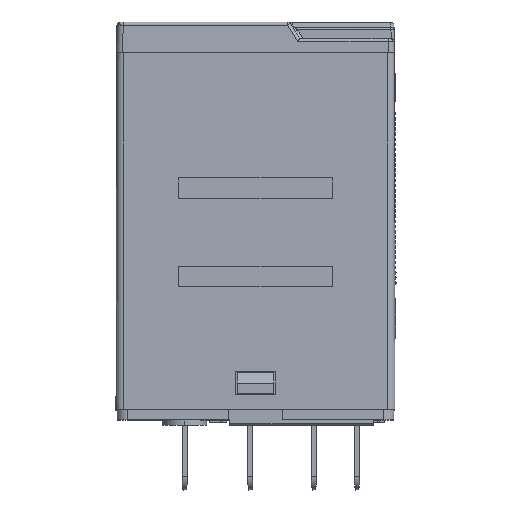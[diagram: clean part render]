
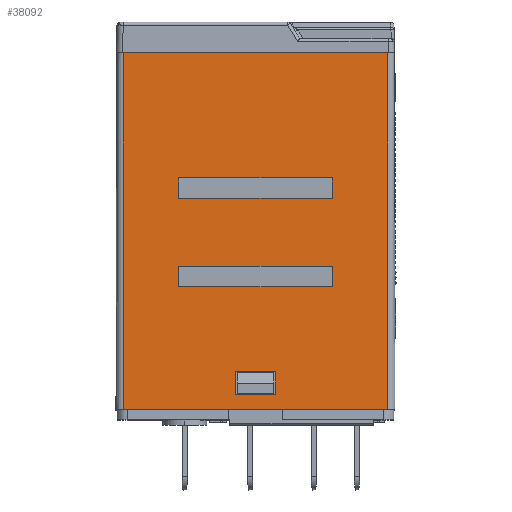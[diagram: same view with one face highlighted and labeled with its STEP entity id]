
A CAD part, top view. The second image highlights one B-rep face of the part: STEP entity #38092.
In plain terms, the highlighted planar face has unit normal (0, 0.002, 1).
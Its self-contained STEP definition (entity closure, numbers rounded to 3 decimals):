
#31379=DIRECTION('',(-1.,0.,0.));
#31380=VECTOR('',#31379,25.8);
#31381=CARTESIAN_POINT('',(12.9,0.,10.45));
#31382=LINE('',#31381,#31380);
#31386=DIRECTION('',(0.,-1.,0.002));
#31387=VECTOR('',#31386,34.8);
#31388=CARTESIAN_POINT('',(12.9,34.8,10.389));
#31389=LINE('',#31388,#31387);
#31400=DIRECTION('',(-1.,0.,0.));
#31401=VECTOR('',#31400,25.8);
#31402=CARTESIAN_POINT('',(12.9,34.8,10.389));
#31403=LINE('',#31402,#31401);
#31407=DIRECTION('',(-1.,0.,0.));
#31408=VECTOR('',#31407,15.);
#31409=CARTESIAN_POINT('',(7.5,20.6,10.414));
#31410=LINE('',#31409,#31408);
#31414=DIRECTION('',(0.,-1.,0.002));
#31415=VECTOR('',#31414,2.);
#31416=CARTESIAN_POINT('',(7.5,22.6,10.411));
#31417=LINE('',#31416,#31415);
#31421=DIRECTION('',(-1.,0.,0.));
#31422=VECTOR('',#31421,15.);
#31423=CARTESIAN_POINT('',(7.5,12.,10.429));
#31424=LINE('',#31423,#31422);
#31428=DIRECTION('',(0.,-1.,0.002));
#31429=VECTOR('',#31428,2.);
#31430=CARTESIAN_POINT('',(7.5,14.,10.426));
#31431=LINE('',#31430,#31429);
#31442=DIRECTION('',(0.,1.,-0.002));
#31443=VECTOR('',#31442,34.8);
#31444=CARTESIAN_POINT('',(-12.9,0.,10.45));
#31445=LINE('',#31444,#31443);
#33249=DIRECTION('',(0.,-1.,0.002));
#33250=VECTOR('',#33249,2.2);
#33251=CARTESIAN_POINT('',(-1.95,3.7,10.444));
#33252=LINE('',#33251,#33250);
#33263=DIRECTION('',(1.,0.,0.));
#33264=VECTOR('',#33263,3.9);
#33265=CARTESIAN_POINT('',(-1.95,1.5,10.447));
#33266=LINE('',#33265,#33264);
#33277=DIRECTION('',(0.,1.,-0.002));
#33278=VECTOR('',#33277,2.2);
#33279=CARTESIAN_POINT('',(1.95,1.5,10.447));
#33280=LINE('',#33279,#33278);
#33291=DIRECTION('',(-1.,0.,0.));
#33292=VECTOR('',#33291,3.9);
#33293=CARTESIAN_POINT('',(1.95,3.7,10.444));
#33294=LINE('',#33293,#33292);
#35207=DIRECTION('',(0.,-1.,0.002));
#35208=VECTOR('',#35207,2.);
#35209=CARTESIAN_POINT('',(-7.5,22.6,10.411));
#35210=LINE('',#35209,#35208);
#35242=DIRECTION('',(-1.,0.,0.));
#35243=VECTOR('',#35242,15.);
#35244=CARTESIAN_POINT('',(7.5,22.6,10.411));
#35245=LINE('',#35244,#35243);
#35277=DIRECTION('',(0.,-1.,0.002));
#35278=VECTOR('',#35277,2.);
#35279=CARTESIAN_POINT('',(-7.5,14.,10.426));
#35280=LINE('',#35279,#35278);
#35312=DIRECTION('',(-1.,0.,0.));
#35313=VECTOR('',#35312,15.);
#35314=CARTESIAN_POINT('',(7.5,14.,10.426));
#35315=LINE('',#35314,#35313);
#36754=CARTESIAN_POINT('',(1.95,1.5,10.447));
#36756=VERTEX_POINT('',#36754);
#36857=CARTESIAN_POINT('',(12.9,0.,10.45));
#36859=VERTEX_POINT('',#36857);
#36892=CARTESIAN_POINT('',(-12.9,0.,10.45));
#36893=VERTEX_POINT('',#36892);
#36962=CARTESIAN_POINT('',(7.5,22.6,10.411));
#36963=CARTESIAN_POINT('',(7.5,20.6,10.414));
#36964=VERTEX_POINT('',#36962);
#36965=VERTEX_POINT('',#36963);
#37025=CARTESIAN_POINT('',(7.5,14.,10.426));
#37027=VERTEX_POINT('',#37025);
#37085=CARTESIAN_POINT('',(-12.9,34.8,10.389));
#37086=VERTEX_POINT('',#37085);
#37192=CARTESIAN_POINT('',(7.5,12.,10.429));
#37193=VERTEX_POINT('',#37192);
#37230=CARTESIAN_POINT('',(1.95,3.7,10.444));
#37231=CARTESIAN_POINT('',(-1.95,3.7,10.444));
#37232=VERTEX_POINT('',#37230);
#37233=VERTEX_POINT('',#37231);
#37267=CARTESIAN_POINT('',(12.9,34.8,10.389));
#37268=VERTEX_POINT('',#37267);
#37460=CARTESIAN_POINT('',(-7.5,22.6,10.411));
#37461=VERTEX_POINT('',#37460);
#37497=CARTESIAN_POINT('',(-1.95,1.5,10.447));
#37498=VERTEX_POINT('',#37497);
#37521=CARTESIAN_POINT('',(-7.5,14.,10.426));
#37522=VERTEX_POINT('',#37521);
#37533=CARTESIAN_POINT('',(-7.5,12.,10.429));
#37534=VERTEX_POINT('',#37533);
#37536=CARTESIAN_POINT('',(-7.5,20.6,10.414));
#37537=VERTEX_POINT('',#37536);
#38049=CARTESIAN_POINT('',(-12.9,0.,10.45));
#38050=DIRECTION('',(0.,0.002,1.));
#38051=DIRECTION('',(0.,-1.,0.002));
#38052=AXIS2_PLACEMENT_3D('',#38049,#38050,#38051);
#38053=PLANE('',#38052);
#38054=ORIENTED_EDGE('',*,*,#38012,.T.);
#38056=ORIENTED_EDGE('',*,*,#38055,.T.);
#38058=ORIENTED_EDGE('',*,*,#38057,.F.);
#38059=ORIENTED_EDGE('',*,*,#38041,.T.);
#38060=EDGE_LOOP('',(#38054,#38056,#38058,#38059));
#38061=FACE_OUTER_BOUND('',#38060,.F.);
#38063=ORIENTED_EDGE('',*,*,#38062,.F.);
#38065=ORIENTED_EDGE('',*,*,#38064,.F.);
#38067=ORIENTED_EDGE('',*,*,#38066,.T.);
#38069=ORIENTED_EDGE('',*,*,#38068,.T.);
#38070=EDGE_LOOP('',(#38063,#38065,#38067,#38069));
#38071=FACE_BOUND('',#38070,.F.);
#38073=ORIENTED_EDGE('',*,*,#38072,.F.);
#38075=ORIENTED_EDGE('',*,*,#38074,.F.);
#38077=ORIENTED_EDGE('',*,*,#38076,.T.);
#38079=ORIENTED_EDGE('',*,*,#38078,.T.);
#38080=EDGE_LOOP('',(#38073,#38075,#38077,#38079));
#38081=FACE_BOUND('',#38080,.F.);
#38083=ORIENTED_EDGE('',*,*,#38082,.T.);
#38085=ORIENTED_EDGE('',*,*,#38084,.T.);
#38087=ORIENTED_EDGE('',*,*,#38086,.T.);
#38089=ORIENTED_EDGE('',*,*,#38088,.T.);
#38090=EDGE_LOOP('',(#38083,#38085,#38087,#38089));
#38091=FACE_BOUND('',#38090,.F.);
#38012=EDGE_CURVE('',#36859,#36893,#31382,.T.);
#38041=EDGE_CURVE('',#37268,#36859,#31389,.T.);
#38055=EDGE_CURVE('',#36893,#37086,#31445,.T.);
#38057=EDGE_CURVE('',#37268,#37086,#31403,.T.);
#38062=EDGE_CURVE('',#36965,#37537,#31410,.T.);
#38064=EDGE_CURVE('',#36964,#36965,#31417,.T.);
#38066=EDGE_CURVE('',#36964,#37461,#35245,.T.);
#38068=EDGE_CURVE('',#37461,#37537,#35210,.T.);
#38072=EDGE_CURVE('',#37193,#37534,#31424,.T.);
#38074=EDGE_CURVE('',#37027,#37193,#31431,.T.);
#38076=EDGE_CURVE('',#37027,#37522,#35315,.T.);
#38078=EDGE_CURVE('',#37522,#37534,#35280,.T.);
#38082=EDGE_CURVE('',#37498,#36756,#33266,.T.);
#38084=EDGE_CURVE('',#36756,#37232,#33280,.T.);
#38086=EDGE_CURVE('',#37232,#37233,#33294,.T.);
#38088=EDGE_CURVE('',#37233,#37498,#33252,.T.);
#38092=ADVANCED_FACE('',(#38061,#38071,#38081,#38091),#38053,.T.);
